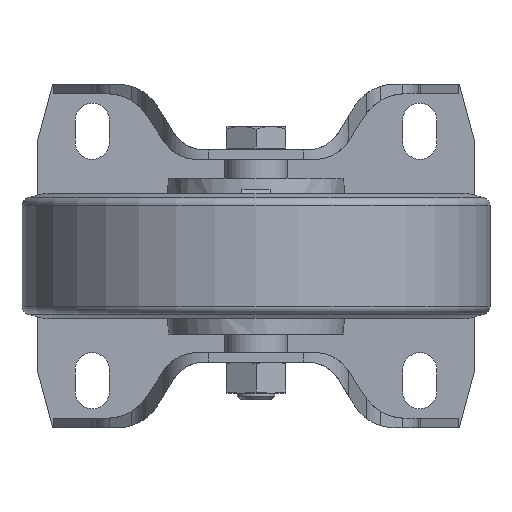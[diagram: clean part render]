
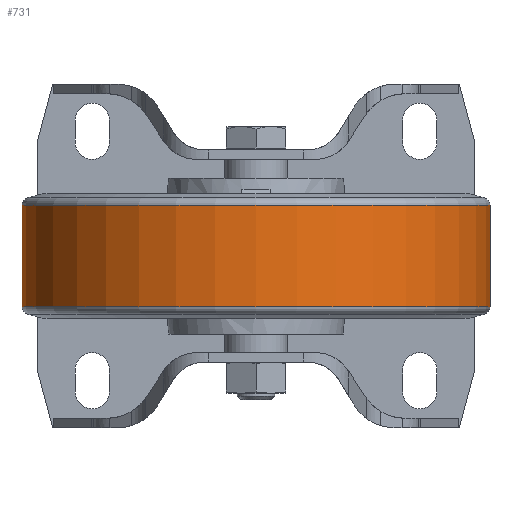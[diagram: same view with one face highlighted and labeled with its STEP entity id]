
A CAD part, front view. The second image highlights one B-rep face of the part: STEP entity #731.
In plain terms, the highlighted cylindrical face has radius 75 mm (diameter 150 mm), a full revolution.
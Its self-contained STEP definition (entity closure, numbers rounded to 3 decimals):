
#731 = ADVANCED_FACE( '', ( #1610, #1611 ), #1612, .T. );
#1610 = FACE_OUTER_BOUND( '', #2739, .T. );
#1611 = FACE_OUTER_BOUND( '', #2740, .T. );
#1612 = CYLINDRICAL_SURFACE( '', #2741, 75. );
#2739 = EDGE_LOOP( '', ( #4482 ) );
#2740 = EDGE_LOOP( '', ( #4483 ) );
#2741 = AXIS2_PLACEMENT_3D( '', #4484, #4485, #4486 );
#4482 = ORIENTED_EDGE( '', *, *, #6765, .T. );
#4483 = ORIENTED_EDGE( '', *, *, #7115, .F. );
#4484 = CARTESIAN_POINT( '', ( 45., 0., 0. ) );
#4485 = DIRECTION( '', ( -1., 0., 0. ) );
#4486 = DIRECTION( '', ( 0., 0., -1. ) );
#6765 = EDGE_CURVE( '', #8063, #8063, #8064, .T. );
#7115 = EDGE_CURVE( '', #8642, #8642, #8643, .T. );
#8063 = VERTEX_POINT( '', #10022 );
#8064 = CIRCLE( '', #10023, 75. );
#8642 = VERTEX_POINT( '', #11113 );
#8643 = CIRCLE( '', #11114, 75. );
#10022 = CARTESIAN_POINT( '', ( 8.794, 0., -75. ) );
#10023 = AXIS2_PLACEMENT_3D( '', #12977, #12978, #12979 );
#11113 = CARTESIAN_POINT( '', ( 41.206, 0., -75. ) );
#11114 = AXIS2_PLACEMENT_3D( '', #13371, #13372, #13373 );
#12977 = CARTESIAN_POINT( '', ( 8.794, 0., 0. ) );
#12978 = DIRECTION( '', ( 1., 0., 0. ) );
#12979 = DIRECTION( '', ( 0., 0., -1. ) );
#13371 = CARTESIAN_POINT( '', ( 41.206, 0., 0. ) );
#13372 = DIRECTION( '', ( 1., 0., 0. ) );
#13373 = DIRECTION( '', ( 0., 0., -1. ) );
